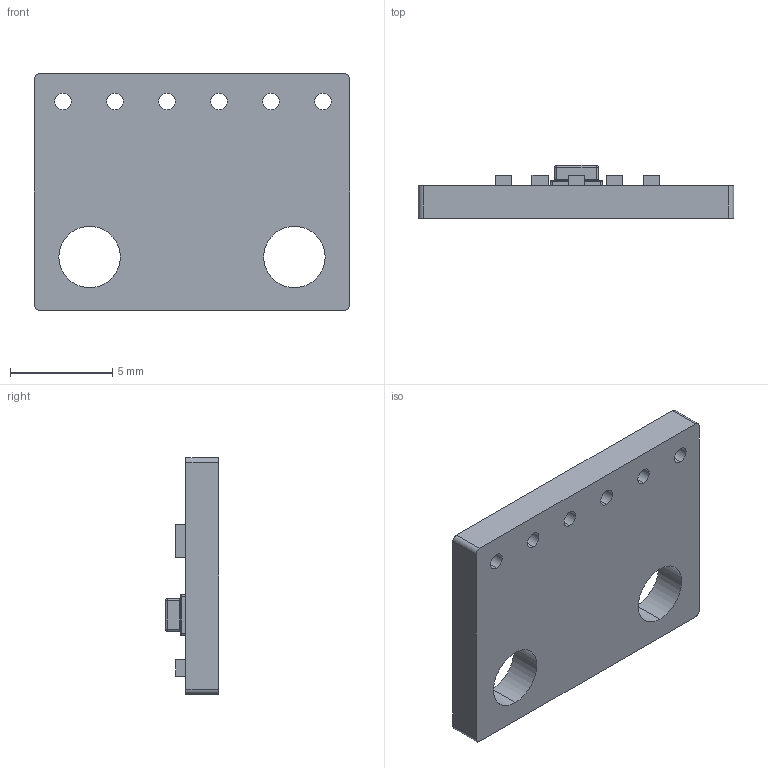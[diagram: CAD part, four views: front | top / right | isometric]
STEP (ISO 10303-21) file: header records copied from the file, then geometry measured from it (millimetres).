
FILE_DESCRIPTION (( 'STEP AP203' ), '1' );
FILE_NAME ('BME280_SENSOR_MODULE.STEP', '2020-06-15T05:49:34', ( '' ), ( '' ), 'SwSTEP 2.0', 'SolidWorks 2018', '' );
FILE_SCHEMA (( 'CONFIG_CONTROL_DESIGN' ));
Length unit declared in the file: millimetre
Products named in the file (1): BME280_SENSOR_MODULE
Bounding box: 15.4 x 2.6 x 11.55 mm (x, y, z)
Volume: 264.7 mm3; surface area: 492.8 mm2
Topology: 2 solids, 2 shells, 102 faces, 246 edges, 152 vertices
Faces by surface type: plane 48, cylinder 42, torus 8, sphere 4
Entity records: 3041 total; most frequent: DIRECTION 540, CARTESIAN_POINT 497, ORIENTED_EDGE 484, EDGE_CURVE 242, AXIS2_PLACEMENT_3D 195, VERTEX_POINT 152, VECTOR 150, LINE 150
